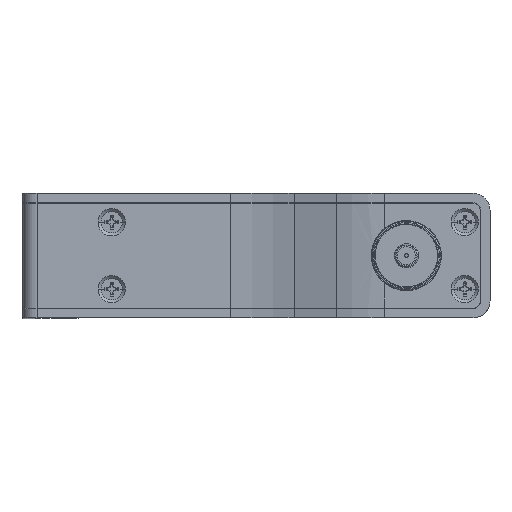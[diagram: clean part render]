
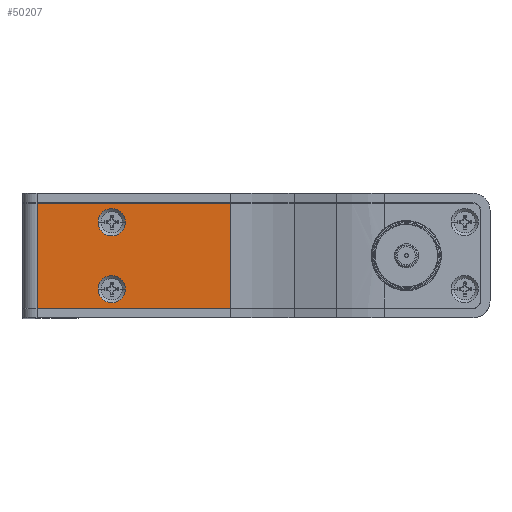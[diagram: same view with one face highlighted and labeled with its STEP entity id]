
A CAD part, top view. The second image highlights one B-rep face of the part: STEP entity #50207.
In plain terms, the highlighted planar face has unit normal (0, 0, 1).
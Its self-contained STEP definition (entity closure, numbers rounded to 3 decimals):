
#866 = ORIENTED_EDGE ( 'NONE', *, *, #138110, .F. ) ;
#2028 = CIRCLE ( 'NONE', #177853, 3.5 ) ;
#3171 = EDGE_CURVE ( 'NONE', #78050, #165449, #104319, .T. ) ;
#6887 = VERTEX_POINT ( 'NONE', #171069 ) ;
#10626 = DIRECTION ( 'NONE',  ( 0., 0., 1. ) ) ;
#17290 = CARTESIAN_POINT ( 'NONE',  ( -51.77, 13.566, -9.48 ) ) ;
#17376 = CARTESIAN_POINT ( 'NONE',  ( -101.445, -0.513, -9.48 ) ) ;
#19676 = CARTESIAN_POINT ( 'NONE',  ( -82.251, -8.574, -9.48 ) ) ;
#26958 = VERTEX_POINT ( 'NONE', #137323 ) ;
#33757 = DIRECTION ( 'NONE',  ( 1., 0., 0. ) ) ;
#35380 = ORIENTED_EDGE ( 'NONE', *, *, #139031, .F. ) ;
#38021 = DIRECTION ( 'NONE',  ( 0., 1., 0. ) ) ;
#43006 = DIRECTION ( 'NONE',  ( 1., 0., 0. ) ) ;
#49686 = CARTESIAN_POINT ( 'NONE',  ( -78.751, 8.626, -9.48 ) ) ;
#50207 = ADVANCED_FACE ( 'NONE', ( #98311, #61092, #224923 ), #139542, .F. ) ;
#54535 = CARTESIAN_POINT ( 'NONE',  ( -82.251, -8.574, -9.48 ) ) ;
#61092 = FACE_BOUND ( 'NONE', #103349, .T. ) ;
#62262 = VECTOR ( 'NONE', #90619, 1000. ) ;
#77263 = CARTESIAN_POINT ( 'NONE',  ( -51.77, -13.474, -9.48 ) ) ;
#77991 = VECTOR ( 'NONE', #143829, 1000. ) ;
#78050 = VERTEX_POINT ( 'NONE', #192649 ) ;
#82964 = DIRECTION ( 'NONE',  ( 0., 0., 1. ) ) ;
#83448 = ORIENTED_EDGE ( 'NONE', *, *, #235404, .T. ) ;
#85418 = VERTEX_POINT ( 'NONE', #240491 ) ;
#90619 = DIRECTION ( 'NONE',  ( 1., 0., 0. ) ) ;
#92647 = VERTEX_POINT ( 'NONE', #246404 ) ;
#98311 = FACE_OUTER_BOUND ( 'NONE', #108761, .T. ) ;
#103216 = ORIENTED_EDGE ( 'NONE', *, *, #152699, .T. ) ;
#103349 = EDGE_LOOP ( 'NONE', ( #35380, #866 ) ) ;
#104222 = VERTEX_POINT ( 'NONE', #260695 ) ;
#104319 = CIRCLE ( 'NONE', #223015, 3.5 ) ;
#104562 = CIRCLE ( 'NONE', #227795, 3.5 ) ;
#108761 = EDGE_LOOP ( 'NONE', ( #130517, #103216, #83448, #202643 ) ) ;
#116570 = DIRECTION ( 'NONE',  ( 1., 0., 0. ) ) ;
#116738 = EDGE_CURVE ( 'NONE', #6887, #26958, #259926, .T. ) ;
#117156 = VECTOR ( 'NONE', #33757, 1000. ) ;
#117587 = DIRECTION ( 'NONE',  ( 0., 0., -1. ) ) ;
#120441 = LINE ( 'NONE', #203026, #117156 ) ;
#130517 = ORIENTED_EDGE ( 'NONE', *, *, #262154, .F. ) ;
#137323 = CARTESIAN_POINT ( 'NONE',  ( -51.77, 13.526, -9.48 ) ) ;
#138110 = EDGE_CURVE ( 'NONE', #92647, #85418, #2028, .T. ) ;
#139031 = EDGE_CURVE ( 'NONE', #85418, #92647, #217548, .T. ) ;
#139542 = PLANE ( 'NONE',  #258042 ) ;
#139757 = LINE ( 'NONE', #17290, #77991 ) ;
#143829 = DIRECTION ( 'NONE',  ( 0., 1., 0. ) ) ;
#144798 = VECTOR ( 'NONE', #38021, 1000. ) ;
#147188 = AXIS2_PLACEMENT_3D ( 'NONE', #19676, #82964, #43006 ) ;
#152699 = EDGE_CURVE ( 'NONE', #104222, #201012, #120441, .T. ) ;
#161588 = DIRECTION ( 'NONE',  ( 0., -1., 0. ) ) ;
#161792 = EDGE_CURVE ( 'NONE', #165449, #78050, #104562, .T. ) ;
#161887 = LINE ( 'NONE', #17376, #144798 ) ;
#162952 = CARTESIAN_POINT ( 'NONE',  ( -102.045, 16.086, -9.48 ) ) ;
#165449 = VERTEX_POINT ( 'NONE', #49686 ) ;
#171069 = CARTESIAN_POINT ( 'NONE',  ( -101.445, 13.526, -9.48 ) ) ;
#177853 = AXIS2_PLACEMENT_3D ( 'NONE', #54535, #222425, #259680 ) ;
#183343 = EDGE_LOOP ( 'NONE', ( #244318, #190128 ) ) ;
#190128 = ORIENTED_EDGE ( 'NONE', *, *, #161792, .F. ) ;
#192649 = CARTESIAN_POINT ( 'NONE',  ( -85.751, 8.626, -9.48 ) ) ;
#201012 = VERTEX_POINT ( 'NONE', #77263 ) ;
#202643 = ORIENTED_EDGE ( 'NONE', *, *, #116738, .F. ) ;
#203026 = CARTESIAN_POINT ( 'NONE',  ( 0.48, -13.474, -9.48 ) ) ;
#217548 = CIRCLE ( 'NONE', #147188, 3.5 ) ;
#221169 = CARTESIAN_POINT ( 'NONE',  ( -82.251, 8.626, -9.48 ) ) ;
#222425 = DIRECTION ( 'NONE',  ( 0., 0., 1. ) ) ;
#223015 = AXIS2_PLACEMENT_3D ( 'NONE', #221169, #10626, #116570 ) ;
#224923 = FACE_BOUND ( 'NONE', #183343, .T. ) ;
#227795 = AXIS2_PLACEMENT_3D ( 'NONE', #254923, #252257, #234280 ) ;
#234280 = DIRECTION ( 'NONE',  ( 1., 0., 0. ) ) ;
#235404 = EDGE_CURVE ( 'NONE', #201012, #26958, #139757, .T. ) ;
#240491 = CARTESIAN_POINT ( 'NONE',  ( -85.751, -8.574, -9.48 ) ) ;
#244318 = ORIENTED_EDGE ( 'NONE', *, *, #3171, .F. ) ;
#246404 = CARTESIAN_POINT ( 'NONE',  ( -78.751, -8.574, -9.48 ) ) ;
#252257 = DIRECTION ( 'NONE',  ( 0., 0., 1. ) ) ;
#254923 = CARTESIAN_POINT ( 'NONE',  ( -82.251, 8.626, -9.48 ) ) ;
#257192 = CARTESIAN_POINT ( 'NONE',  ( 0.48, 13.526, -9.48 ) ) ;
#258042 = AXIS2_PLACEMENT_3D ( 'NONE', #162952, #117587, #161588 ) ;
#259680 = DIRECTION ( 'NONE',  ( 1., 0., 0. ) ) ;
#259926 = LINE ( 'NONE', #257192, #62262 ) ;
#260695 = CARTESIAN_POINT ( 'NONE',  ( -101.445, -13.474, -9.48 ) ) ;
#262154 = EDGE_CURVE ( 'NONE', #104222, #6887, #161887, .T. ) ;
